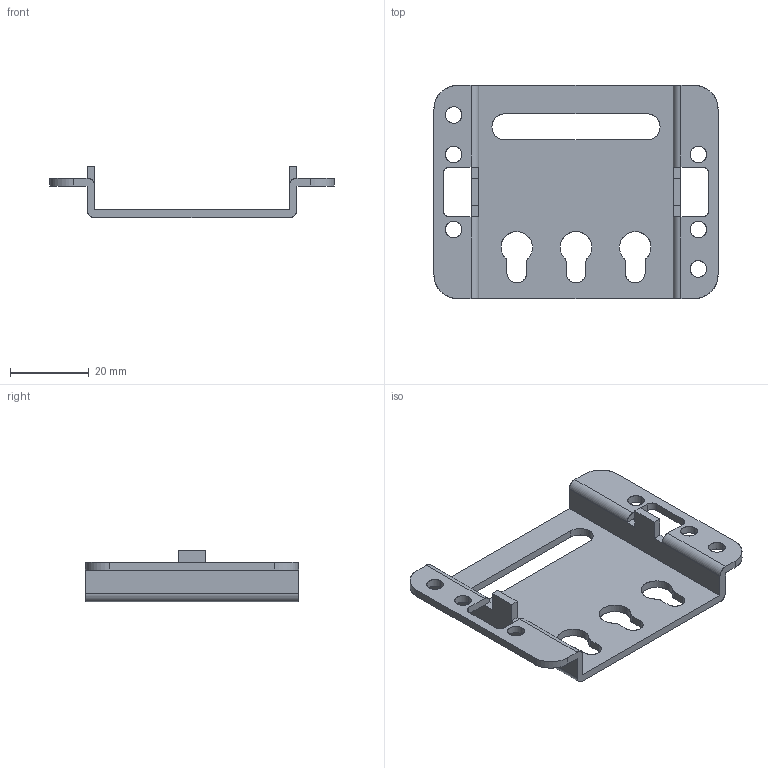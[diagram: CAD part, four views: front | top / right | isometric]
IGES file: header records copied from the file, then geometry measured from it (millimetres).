
Start section: SolidWorks IGES file using analytic representation for surfaces
Global section: file name: FB9Z-PK1_rev0.0.IGS; native system: SolidWorks 2019; preprocessor: SolidWorks 2019; author: 1003605; date: 220325.114132; units: millimetre
Bounding box: 72 x 54 x 13 mm (x, y, z)
Surface area: 9108 mm2 (no closed solid volume)
Topology: 0 solids, 0 shells, 85 faces, 1372 edges, 1372 vertices
Faces by surface type: revolution 47, bspline 38
